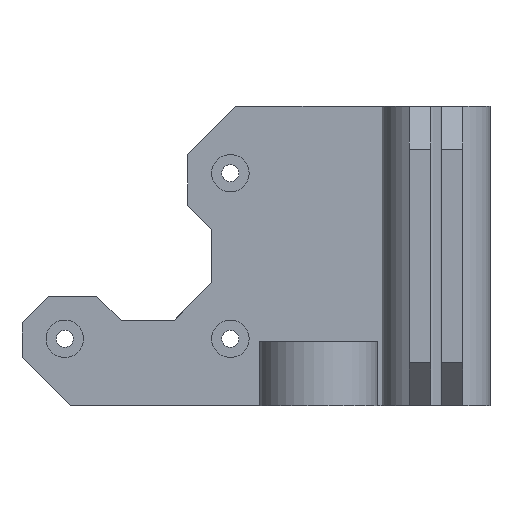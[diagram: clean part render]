
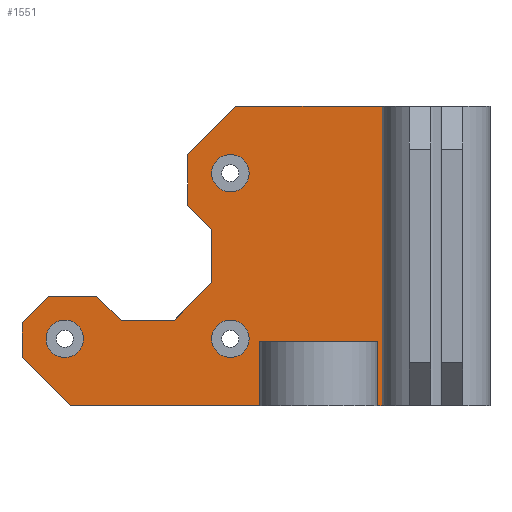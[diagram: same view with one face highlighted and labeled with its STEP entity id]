
A CAD part, front view. The second image highlights one B-rep face of the part: STEP entity #1551.
In plain terms, the highlighted planar face has unit normal (0, -1, 0).
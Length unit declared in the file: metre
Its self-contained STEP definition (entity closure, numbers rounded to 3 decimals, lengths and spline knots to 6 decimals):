
#52=CIRCLE('',#1694,0.0035);
#53=CIRCLE('',#1695,0.0035);
#54=CIRCLE('',#1696,0.0035);
#255=ORIENTED_EDGE('',*,*,#645,.T.);
#256=ORIENTED_EDGE('',*,*,#658,.T.);
#257=ORIENTED_EDGE('',*,*,#659,.T.);
#258=ORIENTED_EDGE('',*,*,#660,.T.);
#259=ORIENTED_EDGE('',*,*,#639,.T.);
#260=ORIENTED_EDGE('',*,*,#661,.T.);
#261=ORIENTED_EDGE('',*,*,#605,.T.);
#262=ORIENTED_EDGE('',*,*,#662,.T.);
#263=ORIENTED_EDGE('',*,*,#612,.F.);
#264=ORIENTED_EDGE('',*,*,#617,.F.);
#265=ORIENTED_EDGE('',*,*,#572,.F.);
#266=ORIENTED_EDGE('',*,*,#579,.F.);
#267=ORIENTED_EDGE('',*,*,#622,.F.);
#268=ORIENTED_EDGE('',*,*,#625,.F.);
#269=ORIENTED_EDGE('',*,*,#628,.F.);
#270=ORIENTED_EDGE('',*,*,#663,.T.);
#271=ORIENTED_EDGE('',*,*,#629,.T.);
#272=ORIENTED_EDGE('',*,*,#664,.T.);
#273=ORIENTED_EDGE('',*,*,#665,.F.);
#274=ORIENTED_EDGE('',*,*,#666,.F.);
#275=ORIENTED_EDGE('',*,*,#667,.F.);
#572=EDGE_CURVE('',#782,#779,#925,.T.);
#579=EDGE_CURVE('',#788,#782,#931,.T.);
#605=EDGE_CURVE('',#811,#810,#944,.T.);
#612=EDGE_CURVE('',#815,#816,#948,.T.);
#617=EDGE_CURVE('',#779,#815,#952,.T.);
#622=EDGE_CURVE('',#820,#788,#957,.T.);
#625=EDGE_CURVE('',#822,#820,#960,.T.);
#628=EDGE_CURVE('',#824,#822,#963,.T.);
#629=EDGE_CURVE('',#825,#826,#964,.T.);
#639=EDGE_CURVE('',#834,#833,#971,.T.);
#645=EDGE_CURVE('',#840,#839,#974,.T.);
#658=EDGE_CURVE('',#839,#849,#980,.F.);
#659=EDGE_CURVE('',#849,#850,#981,.T.);
#660=EDGE_CURVE('',#850,#834,#982,.T.);
#661=EDGE_CURVE('',#833,#811,#983,.F.);
#662=EDGE_CURVE('',#810,#816,#984,.T.);
#663=EDGE_CURVE('',#824,#825,#985,.T.);
#664=EDGE_CURVE('',#826,#840,#986,.F.);
#665=EDGE_CURVE('',#851,#851,#52,.T.);
#666=EDGE_CURVE('',#852,#852,#53,.T.);
#667=EDGE_CURVE('',#853,#853,#54,.T.);
#779=VERTEX_POINT('',#2334);
#782=VERTEX_POINT('',#2339);
#788=VERTEX_POINT('',#2353);
#810=VERTEX_POINT('',#2406);
#811=VERTEX_POINT('',#2408);
#815=VERTEX_POINT('',#2419);
#816=VERTEX_POINT('',#2421);
#820=VERTEX_POINT('',#2437);
#822=VERTEX_POINT('',#2443);
#824=VERTEX_POINT('',#2449);
#825=VERTEX_POINT('',#2453);
#826=VERTEX_POINT('',#2454);
#833=VERTEX_POINT('',#2471);
#834=VERTEX_POINT('',#2473);
#839=VERTEX_POINT('',#2483);
#840=VERTEX_POINT('',#2485);
#849=VERTEX_POINT('',#2508);
#850=VERTEX_POINT('',#2510);
#851=VERTEX_POINT('',#2517);
#852=VERTEX_POINT('',#2519);
#853=VERTEX_POINT('',#2521);
#925=LINE('',#2340,#1073);
#931=LINE('',#2354,#1079);
#944=LINE('',#2407,#1092);
#948=LINE('',#2420,#1096);
#952=LINE('',#2429,#1100);
#957=LINE('',#2438,#1105);
#960=LINE('',#2444,#1108);
#963=LINE('',#2450,#1111);
#964=LINE('',#2452,#1112);
#971=LINE('',#2472,#1119);
#974=LINE('',#2484,#1122);
#980=LINE('',#2507,#1128);
#981=LINE('',#2509,#1129);
#982=LINE('',#2511,#1130);
#983=LINE('',#2512,#1131);
#984=LINE('',#2513,#1132);
#985=LINE('',#2514,#1133);
#986=LINE('',#2515,#1134);
#1073=VECTOR('',#1857,1.);
#1079=VECTOR('',#1867,1.);
#1092=VECTOR('',#1916,1.);
#1096=VECTOR('',#1928,1.);
#1100=VECTOR('',#1936,1.);
#1105=VECTOR('',#1945,1.);
#1108=VECTOR('',#1950,1.);
#1111=VECTOR('',#1955,1.);
#1112=VECTOR('',#1958,1.);
#1119=VECTOR('',#1973,1.);
#1122=VECTOR('',#1982,1.);
#1128=VECTOR('',#2004,1.);
#1129=VECTOR('',#2005,1.);
#1130=VECTOR('',#2006,1.);
#1131=VECTOR('',#2007,1.);
#1132=VECTOR('',#2008,1.);
#1133=VECTOR('',#2009,1.);
#1134=VECTOR('',#2010,1.);
#1225=EDGE_LOOP('',(#255,#256,#257,#258,#259,#260,#261,#262,#263,#264,#265,
#266,#267,#268,#269,#270,#271,#272));
#1226=EDGE_LOOP('',(#273));
#1227=EDGE_LOOP('',(#274));
#1228=EDGE_LOOP('',(#275));
#1369=FACE_BOUND('',#1225,.T.);
#1370=FACE_BOUND('',#1226,.T.);
#1371=FACE_BOUND('',#1227,.T.);
#1372=FACE_BOUND('',#1228,.T.);
#1487=PLANE('',#1693);
#1551=ADVANCED_FACE('',(#1369,#1370,#1371,#1372),#1487,.T.);
#1693=AXIS2_PLACEMENT_3D('',#2506,#2002,#2003);
#1694=AXIS2_PLACEMENT_3D('',#2516,#2011,#2012);
#1695=AXIS2_PLACEMENT_3D('',#2518,#2013,#2014);
#1696=AXIS2_PLACEMENT_3D('',#2520,#2015,#2016);
#1857=DIRECTION('',(0.,0.,1.));
#1867=DIRECTION('',(0.707,0.,0.707));
#1916=DIRECTION('',(-1.,0.,0.));
#1928=DIRECTION('',(0.,0.,1.));
#1936=DIRECTION('',(-0.707,0.,0.707));
#1945=DIRECTION('',(1.,0.,0.));
#1950=DIRECTION('',(0.707,0.,-0.707));
#1955=DIRECTION('',(1.,0.,0.));
#1958=DIRECTION('',(0.,0.,-1.));
#1973=DIRECTION('',(1.,0.,0.));
#1982=DIRECTION('',(1.,0.,0.));
#2002=DIRECTION('',(0.,-1.,0.));
#2003=DIRECTION('',(1.,0.,0.));
#2004=DIRECTION('',(0.,0.,-1.));
#2005=DIRECTION('',(1.,0.,0.));
#2006=DIRECTION('',(0.,0.,-1.));
#2007=DIRECTION('',(0.,0.,-1.));
#2008=DIRECTION('',(-0.707,0.,-0.707));
#2009=DIRECTION('',(-0.707,0.,-0.707));
#2010=DIRECTION('',(-0.707,0.,0.707));
#2011=DIRECTION('',(0.,-1.,0.));
#2012=DIRECTION('',(0.,0.,-1.));
#2013=DIRECTION('',(0.,-1.,0.));
#2014=DIRECTION('',(0.,0.,-1.));
#2015=DIRECTION('',(0.,-1.,0.));
#2016=DIRECTION('',(0.,0.,-1.));
#2334=CARTESIAN_POINT('',(-0.05,-0.02,0.032971));
#2339=CARTESIAN_POINT('',(-0.05,-0.02,0.023029));
#2340=CARTESIAN_POINT('',(-0.05,-0.02,0.028));
#2353=CARTESIAN_POINT('',(-0.057029,-0.02,0.016));
#2354=CARTESIAN_POINT('',(-0.053515,-0.02,0.019515));
#2406=CARTESIAN_POINT('',(-0.0455,-0.02,0.056));
#2407=CARTESIAN_POINT('',(-0.02725,-0.02,0.056));
#2408=CARTESIAN_POINT('',(-0.016955,-0.02,0.056));
#2419=CARTESIAN_POINT('',(-0.0545,-0.02,0.037471));
#2420=CARTESIAN_POINT('',(-0.0545,-0.02,0.046735));
#2421=CARTESIAN_POINT('',(-0.0545,-0.02,0.047));
#2429=CARTESIAN_POINT('',(-0.05225,-0.02,0.035221));
#2437=CARTESIAN_POINT('',(-0.066971,-0.02,0.016));
#2438=CARTESIAN_POINT('',(-0.062,-0.02,0.016));
#2443=CARTESIAN_POINT('',(-0.071471,-0.02,0.0205));
#2444=CARTESIAN_POINT('',(-0.069221,-0.02,0.01825));
#2449=CARTESIAN_POINT('',(-0.0805,-0.02,0.0205));
#2450=CARTESIAN_POINT('',(-0.078485,-0.02,0.0205));
#2452=CARTESIAN_POINT('',(-0.0855,-0.02,0.01025));
#2453=CARTESIAN_POINT('',(-0.0855,-0.02,0.0155));
#2454=CARTESIAN_POINT('',(-0.0855,-0.02,0.009));
#2471=CARTESIAN_POINT('',(-0.016955,-0.02,0.));
#2472=CARTESIAN_POINT('',(-0.04275,-0.02,0.));
#2473=CARTESIAN_POINT('',(-0.020071,-0.02,0.));
#2483=CARTESIAN_POINT('',(-0.039929,-0.02,0.));
#2484=CARTESIAN_POINT('',(-0.04275,-0.02,0.));
#2485=CARTESIAN_POINT('',(-0.0765,-0.02,0.));
#2506=CARTESIAN_POINT('',(-0.033393,-0.02,0.028));
#2507=CARTESIAN_POINT('',(-0.039929,-0.02,0.028));
#2508=CARTESIAN_POINT('',(-0.039929,-0.02,0.012));
#2509=CARTESIAN_POINT('',(-0.03,-0.02,0.012));
#2510=CARTESIAN_POINT('',(-0.020071,-0.02,0.012));
#2511=CARTESIAN_POINT('',(-0.020071,-0.02,0.028));
#2512=CARTESIAN_POINT('',(-0.016955,-0.02,0.056));
#2513=CARTESIAN_POINT('',(-0.053446,-0.02,0.048054));
#2514=CARTESIAN_POINT('',(-0.053196,-0.02,0.047804));
#2515=CARTESIAN_POINT('',(-0.068946,-0.02,-0.007554));
#2516=CARTESIAN_POINT('',(-0.0775,-0.02,0.0125));
#2517=CARTESIAN_POINT('',(-0.0775,-0.02,0.009));
#2518=CARTESIAN_POINT('',(-0.0465,-0.02,0.0435));
#2519=CARTESIAN_POINT('',(-0.0465,-0.02,0.04));
#2520=CARTESIAN_POINT('',(-0.0465,-0.02,0.0125));
#2521=CARTESIAN_POINT('',(-0.0465,-0.02,0.009));
